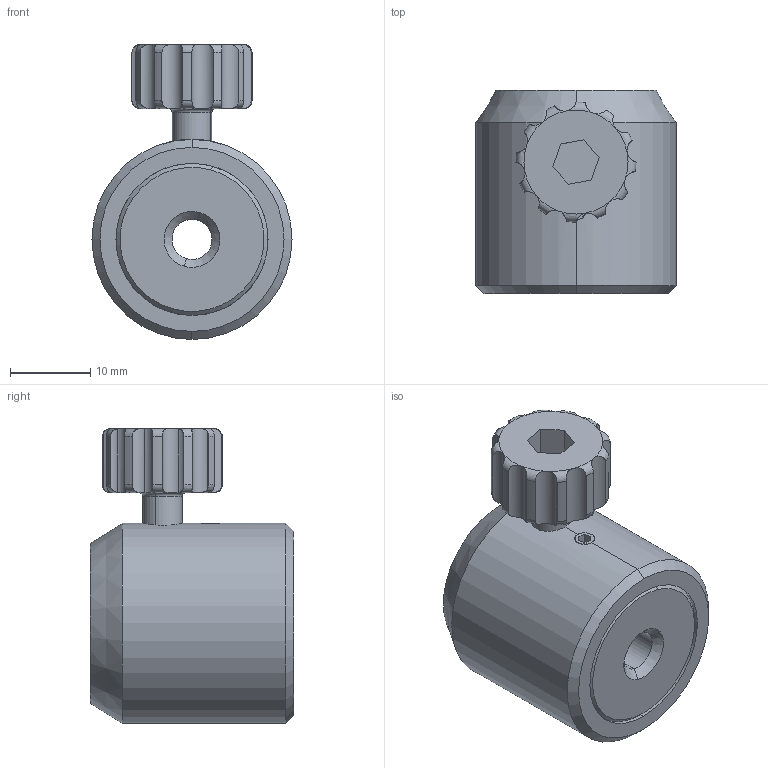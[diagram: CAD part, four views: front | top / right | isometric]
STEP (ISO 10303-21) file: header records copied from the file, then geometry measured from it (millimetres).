
FILE_DESCRIPTION (( 'STEP AP203' ), '1' );
FILE_NAME ('03MPH-1M.STEP', '2016-02-16T01:23:34', ( '' ), ( '' ), 'SwSTEP 2.0', 'SolidWorks 2016', '' );
FILE_SCHEMA (( 'CONFIG_CONTROL_DESIGN' ));
Length unit declared in the file: millimetre
Products named in the file (1): 03MPH-1M
Bounding box: 25 x 25.4 x 36.85 mm (x, y, z)
Surface area: 4941.4 mm2 (no closed solid volume)
Topology: 0 solids, 4 shells, 101 faces, 256 edges, 161 vertices
Faces by surface type: cylinder 44, torus 26, plane 17, cone 12, sphere 2
Entity records: 3772 total; most frequent: CARTESIAN_POINT 1333, ORIENTED_EDGE 489, DIRECTION 485, EDGE_CURVE 256, AXIS2_PLACEMENT_3D 197, VERTEX_POINT 161, EDGE_LOOP 109, ADVANCED_FACE 101
